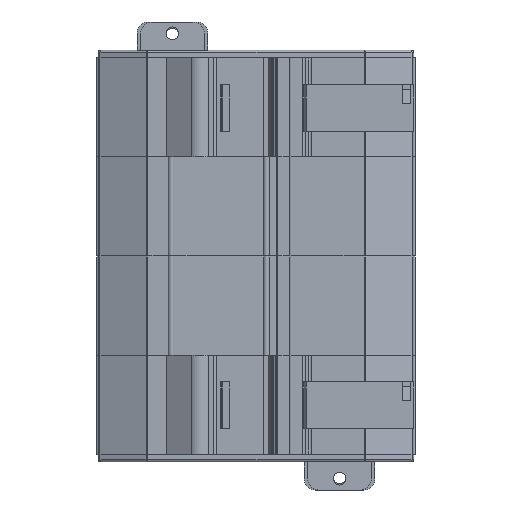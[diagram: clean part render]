
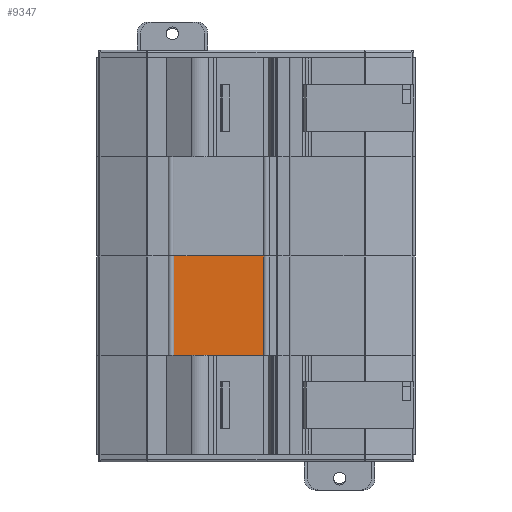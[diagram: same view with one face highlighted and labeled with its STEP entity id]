
A CAD part, front view. The second image highlights one B-rep face of the part: STEP entity #9347.
In plain terms, the highlighted planar face has unit normal (0, -1, 0).
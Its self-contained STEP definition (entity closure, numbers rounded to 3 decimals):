
#121 = AXIS2_PLACEMENT_3D ( 'NONE', #5353, #8502, #8430 ) ;
#672 = VERTEX_POINT ( 'NONE', #21533 ) ;
#1325 = CARTESIAN_POINT ( 'NONE',  ( -54.63, 40.5, 0. ) ) ;
#3320 = DIRECTION ( 'NONE',  ( 1., 0., 0. ) ) ;
#3854 = ORIENTED_EDGE ( 'NONE', *, *, #21044, .F. ) ;
#4316 = LINE ( 'NONE', #12355, #21690 ) ;
#4342 = CARTESIAN_POINT ( 'NONE',  ( -86.312, 40.5, -35. ) ) ;
#4410 = CARTESIAN_POINT ( 'NONE',  ( -54.63, 40.5, -35. ) ) ;
#5353 = CARTESIAN_POINT ( 'NONE',  ( -86.312, 40.5, -35. ) ) ;
#6774 = VERTEX_POINT ( 'NONE', #13910 ) ;
#8383 = CARTESIAN_POINT ( 'NONE',  ( -86.312, 40.5, 0. ) ) ;
#8430 = DIRECTION ( 'NONE',  ( 0., 0., -1. ) ) ;
#8502 = DIRECTION ( 'NONE',  ( 0., -1., 0. ) ) ;
#8866 = EDGE_CURVE ( 'NONE', #21424, #17968, #10400, .T. ) ;
#9071 = DIRECTION ( 'NONE',  ( 0., 0., 1. ) ) ;
#9347 = ADVANCED_FACE ( 'NONE', ( #10654 ), #18592, .T. ) ;
#10400 = LINE ( 'NONE', #19048, #16485 ) ;
#10654 = FACE_OUTER_BOUND ( 'NONE', #16996, .T. ) ;
#11510 = ORIENTED_EDGE ( 'NONE', *, *, #8866, .T. ) ;
#12355 = CARTESIAN_POINT ( 'NONE',  ( -86.312, 40.5, -35. ) ) ;
#13181 = EDGE_CURVE ( 'NONE', #6774, #21424, #14985, .T. ) ;
#13910 = CARTESIAN_POINT ( 'NONE',  ( -86.312, 40.5, -35. ) ) ;
#14542 = EDGE_CURVE ( 'NONE', #6774, #672, #4316, .T. ) ;
#14985 = LINE ( 'NONE', #4342, #18404 ) ;
#15943 = ORIENTED_EDGE ( 'NONE', *, *, #13181, .T. ) ;
#16485 = VECTOR ( 'NONE', #17056, 1000. ) ;
#16996 = EDGE_LOOP ( 'NONE', ( #3854, #19496, #15943, #11510 ) ) ;
#17056 = DIRECTION ( 'NONE',  ( 0., 0., 1. ) ) ;
#17846 = DIRECTION ( 'NONE',  ( 1., 0., 0. ) ) ;
#17968 = VERTEX_POINT ( 'NONE', #1325 ) ;
#18404 = VECTOR ( 'NONE', #17846, 1000. ) ;
#18592 = PLANE ( 'NONE',  #121 ) ;
#19048 = CARTESIAN_POINT ( 'NONE',  ( -54.63, 40.5, -35. ) ) ;
#19496 = ORIENTED_EDGE ( 'NONE', *, *, #14542, .F. ) ;
#20519 = LINE ( 'NONE', #8383, #21853 ) ;
#21044 = EDGE_CURVE ( 'NONE', #672, #17968, #20519, .T. ) ;
#21424 = VERTEX_POINT ( 'NONE', #4410 ) ;
#21533 = CARTESIAN_POINT ( 'NONE',  ( -86.312, 40.5, 0. ) ) ;
#21690 = VECTOR ( 'NONE', #9071, 1000. ) ;
#21853 = VECTOR ( 'NONE', #3320, 1000. ) ;
